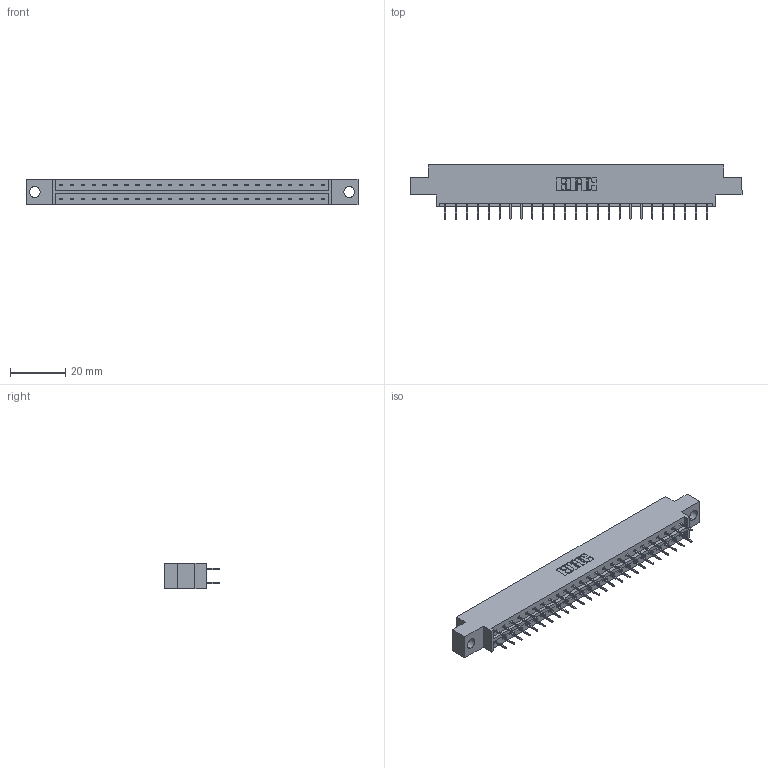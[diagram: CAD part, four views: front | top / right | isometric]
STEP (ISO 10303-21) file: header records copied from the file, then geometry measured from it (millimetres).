
FILE_DESCRIPTION (( 'STEP AP203' ), '1' );
FILE_NAME ('333-050-524-804.STEP', '2018-08-04T00:47:26', ( '' ), ( '' ), 'SwSTEP 2.0', 'SolidWorks 2016', '' );
FILE_SCHEMA (( 'CONFIG_CONTROL_DESIGN' ));
Length unit declared in the file: inch
Products named in the file (3): 333 Part_Offset - .156 Dia - TH; 345-292-001_345-293-124; 333-050-524-804
Assembly tree (51 placements, depth 2):
  333-050-524-804
    333 Part_Offset - .156 Dia - TH
    345-292-001_345-293-124  x50
Bounding box: 120.6 x 19.69 x 9.4 mm (x, y, z)
Volume: 11762.2 mm3; surface area: 13516.3 mm2
Topology: 51 solids, 51 shells, 2918 faces, 8273 edges, 5314 vertices
Faces by surface type: plane 2174, cylinder 744
Entity records: 18491 total; most frequent: CARTESIAN_POINT 3086, ORIENTED_EDGE 3022, DIRECTION 2667, EDGE_CURVE 1511, LINE 1387, VECTOR 1387, VERTEX_POINT 1002, AXIS2_PLACEMENT_3D 640
